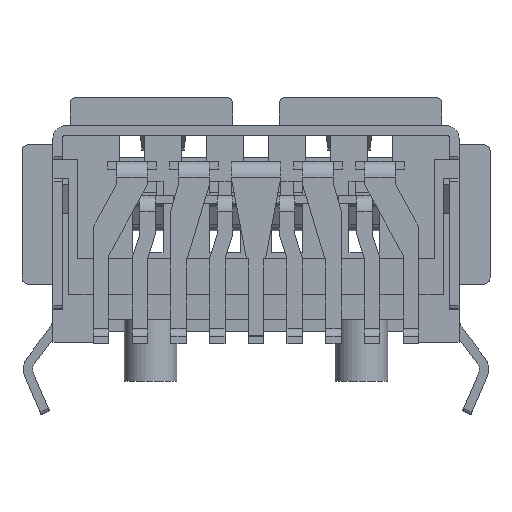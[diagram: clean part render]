
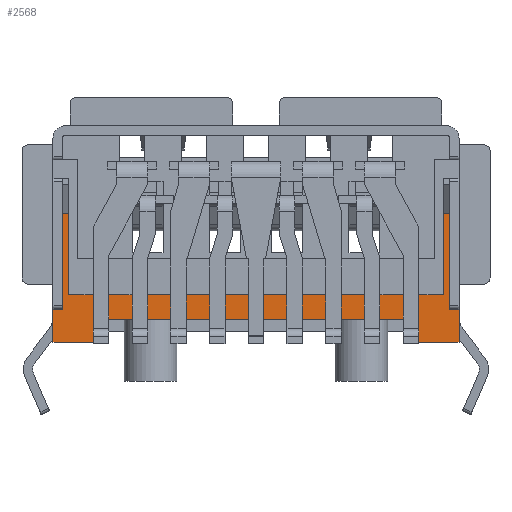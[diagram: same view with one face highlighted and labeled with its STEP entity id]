
A CAD part, left-side view. The second image highlights one B-rep face of the part: STEP entity #2568.
In plain terms, the highlighted planar face has unit normal (-1, 0, 0).
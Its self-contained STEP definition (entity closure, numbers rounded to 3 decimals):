
#2568 = ADVANCED_FACE( '', ( #5204 ), #5205, .T. );
#5204 = FACE_OUTER_BOUND( '', #7987, .T. );
#5205 = PLANE( '', #7988 );
#7987 = EDGE_LOOP( '', ( #15675, #15676, #15677, #15678, #15679, #15680, #15681, #15682, #15683, #15684, #15685, #15686, #15687, #15688, #15689, #15690 ) );
#7988 = AXIS2_PLACEMENT_3D( '', #15691, #15692, #15693 );
#15675 = ORIENTED_EDGE( '', *, *, #17586, .F. );
#15676 = ORIENTED_EDGE( '', *, *, #17554, .F. );
#15677 = ORIENTED_EDGE( '', *, *, #17785, .F. );
#15678 = ORIENTED_EDGE( '', *, *, #20798, .T. );
#15679 = ORIENTED_EDGE( '', *, *, #20799, .T. );
#15680 = ORIENTED_EDGE( '', *, *, #20800, .T. );
#15681 = ORIENTED_EDGE( '', *, *, #19843, .F. );
#15682 = ORIENTED_EDGE( '', *, *, #17674, .T. );
#15683 = ORIENTED_EDGE( '', *, *, #18769, .T. );
#15684 = ORIENTED_EDGE( '', *, *, #20163, .T. );
#15685 = ORIENTED_EDGE( '', *, *, #19478, .T. );
#15686 = ORIENTED_EDGE( '', *, *, #20801, .F. );
#15687 = ORIENTED_EDGE( '', *, *, #18049, .F. );
#15688 = ORIENTED_EDGE( '', *, *, #19996, .T. );
#15689 = ORIENTED_EDGE( '', *, *, #20220, .T. );
#15690 = ORIENTED_EDGE( '', *, *, #19140, .T. );
#15691 = CARTESIAN_POINT( '', ( -2., -6.25, -4.3 ) );
#15692 = DIRECTION( '', ( -1., 0., 0. ) );
#15693 = DIRECTION( '', ( 0., 0., 1. ) );
#17554 = EDGE_CURVE( '', #21150, #21141, #21152, .T. );
#17586 = EDGE_CURVE( '', #21141, #21210, #21211, .T. );
#17674 = EDGE_CURVE( '', #21368, #21365, #21369, .T. );
#17785 = EDGE_CURVE( '', #21565, #21150, #21567, .T. );
#18049 = EDGE_CURVE( '', #22026, #22022, #22028, .T. );
#18769 = EDGE_CURVE( '', #21365, #23256, #23258, .T. );
#19140 = EDGE_CURVE( '', #23858, #21210, #23859, .T. );
#19478 = EDGE_CURVE( '', #24373, #24370, #24374, .T. );
#19843 = EDGE_CURVE( '', #21368, #24899, #24902, .T. );
#19996 = EDGE_CURVE( '', #22026, #25112, #25113, .T. );
#20163 = EDGE_CURVE( '', #23256, #24373, #25331, .T. );
#20220 = EDGE_CURVE( '', #25112, #23858, #25404, .T. );
#20798 = EDGE_CURVE( '', #21565, #26095, #26096, .T. );
#20799 = EDGE_CURVE( '', #26095, #26097, #26098, .T. );
#20800 = EDGE_CURVE( '', #26097, #24899, #26099, .T. );
#20801 = EDGE_CURVE( '', #22022, #24370, #26100, .T. );
#21141 = VERTEX_POINT( '', #26469 );
#21150 = VERTEX_POINT( '', #26482 );
#21152 = LINE( '', #26485, #26486 );
#21210 = VERTEX_POINT( '', #26562 );
#21211 = LINE( '', #26563, #26564 );
#21365 = VERTEX_POINT( '', #26777 );
#21368 = VERTEX_POINT( '', #26781 );
#21369 = LINE( '', #26782, #26783 );
#21565 = VERTEX_POINT( '', #27054 );
#21567 = LINE( '', #27057, #27058 );
#22022 = VERTEX_POINT( '', #27696 );
#22026 = VERTEX_POINT( '', #27702 );
#22028 = LINE( '', #27705, #27706 );
#23256 = VERTEX_POINT( '', #29454 );
#23258 = LINE( '', #29457, #29458 );
#23858 = VERTEX_POINT( '', #30315 );
#23859 = LINE( '', #30316, #30317 );
#24370 = VERTEX_POINT( '', #31049 );
#24373 = VERTEX_POINT( '', #31053 );
#24374 = LINE( '', #31054, #31055 );
#24899 = VERTEX_POINT( '', #31837 );
#24902 = LINE( '', #31842, #31843 );
#25112 = VERTEX_POINT( '', #32160 );
#25113 = LINE( '', #32161, #32162 );
#25331 = LINE( '', #32486, #32487 );
#25404 = LINE( '', #32590, #32591 );
#26095 = VERTEX_POINT( '', #33626 );
#26096 = LINE( '', #33627, #33628 );
#26097 = VERTEX_POINT( '', #33629 );
#26098 = LINE( '', #33630, #33631 );
#26099 = LINE( '', #33632, #33633 );
#26100 = LINE( '', #33634, #33635 );
#26469 = CARTESIAN_POINT( '', ( -2., -5.15, -4.3 ) );
#26482 = CARTESIAN_POINT( '', ( -2., -5.15, -5.05 ) );
#26485 = CARTESIAN_POINT( '', ( -2., -5.15, -5.05 ) );
#26486 = VECTOR( '', #34039, 1000. );
#26562 = CARTESIAN_POINT( '', ( -2., 5.15, -4.3 ) );
#26563 = CARTESIAN_POINT( '', ( -2., -6.25, -4.3 ) );
#26564 = VECTOR( '', #34082, 1000. );
#26777 = CARTESIAN_POINT( '', ( -2., -6.05, -3.505 ) );
#26781 = CARTESIAN_POINT( '', ( -2., -6.05, -0.905 ) );
#26782 = CARTESIAN_POINT( '', ( -2., -6.05, -0.905 ) );
#26783 = VECTOR( '', #34176, 1000. );
#27054 = CARTESIAN_POINT( '', ( -2., -6.55, -5.05 ) );
#27057 = CARTESIAN_POINT( '', ( -2., -6.25, -5.05 ) );
#27058 = VECTOR( '', #34301, 1000. );
#27696 = CARTESIAN_POINT( '', ( -2., 6.25, -4. ) );
#27702 = CARTESIAN_POINT( '', ( -2., 6.55, -4. ) );
#27705 = CARTESIAN_POINT( '', ( -2., 6.55, -4. ) );
#27706 = VECTOR( '', #34569, 1000. );
#29454 = CARTESIAN_POINT( '', ( -2., 6.05, -3.505 ) );
#29457 = CARTESIAN_POINT( '', ( -2., -6.25, -3.505 ) );
#29458 = VECTOR( '', #35325, 1000. );
#30315 = CARTESIAN_POINT( '', ( -2., 5.15, -5.05 ) );
#30316 = CARTESIAN_POINT( '', ( -2., 5.15, -5.05 ) );
#30317 = VECTOR( '', #35721, 1000. );
#31049 = CARTESIAN_POINT( '', ( -2., 6.25, -0.905 ) );
#31053 = CARTESIAN_POINT( '', ( -2., 6.05, -0.905 ) );
#31054 = CARTESIAN_POINT( '', ( -2., 6.05, -0.905 ) );
#31055 = VECTOR( '', #36091, 1000. );
#31837 = CARTESIAN_POINT( '', ( -2., -6.25, -0.905 ) );
#31842 = CARTESIAN_POINT( '', ( -2., -6.05, -0.905 ) );
#31843 = VECTOR( '', #36438, 1000. );
#32160 = CARTESIAN_POINT( '', ( -2., 6.55, -5.05 ) );
#32161 = CARTESIAN_POINT( '', ( -2., 6.55, -4. ) );
#32162 = VECTOR( '', #36576, 1000. );
#32486 = CARTESIAN_POINT( '', ( -2., 6.05, -3.505 ) );
#32487 = VECTOR( '', #36716, 1000. );
#32590 = CARTESIAN_POINT( '', ( -2., 6.25, -5.05 ) );
#32591 = VECTOR( '', #36774, 1000. );
#33626 = CARTESIAN_POINT( '', ( -2., -6.55, -4. ) );
#33627 = CARTESIAN_POINT( '', ( -2., -6.55, -5.05 ) );
#33628 = VECTOR( '', #37266, 1000. );
#33629 = CARTESIAN_POINT( '', ( -2., -6.25, -4. ) );
#33630 = CARTESIAN_POINT( '', ( -2., -6.55, -4. ) );
#33631 = VECTOR( '', #37267, 1000. );
#33632 = CARTESIAN_POINT( '', ( -2., -6.25, -4.3 ) );
#33633 = VECTOR( '', #37268, 1000. );
#33634 = CARTESIAN_POINT( '', ( -2., 6.25, -4.3 ) );
#33635 = VECTOR( '', #37269, 1000. );
#34039 = DIRECTION( '', ( 0., 0., 1. ) );
#34082 = DIRECTION( '', ( 0., 1., 0. ) );
#34176 = DIRECTION( '', ( 0., 0., -1. ) );
#34301 = DIRECTION( '', ( 0., 1., 0. ) );
#34569 = DIRECTION( '', ( 0., -1., 0. ) );
#35325 = DIRECTION( '', ( 0., 1., 0. ) );
#35721 = DIRECTION( '', ( 0., 0., 1. ) );
#36091 = DIRECTION( '', ( 0., 1., 0. ) );
#36438 = DIRECTION( '', ( 0., -1., 0. ) );
#36576 = DIRECTION( '', ( 0., 0., -1. ) );
#36716 = DIRECTION( '', ( 0., 0., 1. ) );
#36774 = DIRECTION( '', ( 0., -1., 0. ) );
#37266 = DIRECTION( '', ( 0., 0., 1. ) );
#37267 = DIRECTION( '', ( 0., 1., 0. ) );
#37268 = DIRECTION( '', ( 0., 0., 1. ) );
#37269 = DIRECTION( '', ( 0., 0., 1. ) );
